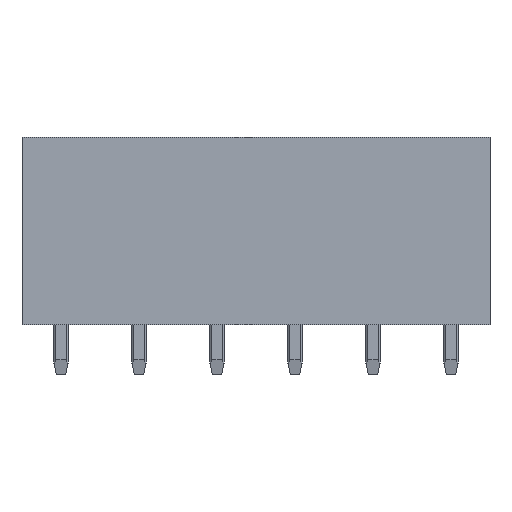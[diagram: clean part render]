
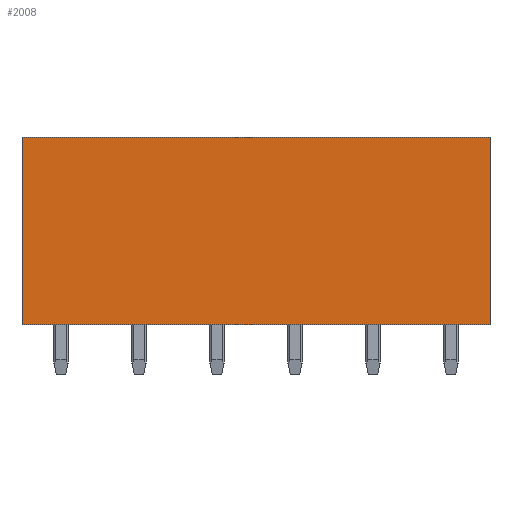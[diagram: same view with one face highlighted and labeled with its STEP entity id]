
A CAD part, front view. The second image highlights one B-rep face of the part: STEP entity #2008.
In plain terms, the highlighted planar face has unit normal (0, -1, 0).
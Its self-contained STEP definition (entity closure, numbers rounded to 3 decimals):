
#1995=AXIS2_PLACEMENT_3D('Plane Axis2P3D',#1992,#1993,#1994) ;
#563=CARTESIAN_POINT('Vertex',(30.,0.,3.2)) ;
#566=CARTESIAN_POINT('Line Origine',(15.,0.,3.2)) ;
#570=CARTESIAN_POINT('Vertex',(0.,0.,3.2)) ;
#1088=CARTESIAN_POINT('Vertex',(30.,0.,15.2)) ;
#1091=CARTESIAN_POINT('Line Origine',(30.,0.,9.2)) ;
#1147=CARTESIAN_POINT('Line Origine',(0.,0.,9.2)) ;
#1151=CARTESIAN_POINT('Vertex',(0.,0.,15.2)) ;
#1992=CARTESIAN_POINT('Axis2P3D Location',(0.,0.,3.2)) ;
#1997=CARTESIAN_POINT('Line Origine',(15.,0.,15.2)) ;
#567=DIRECTION('Vector Direction',(1.,0.,0.)) ;
#1092=DIRECTION('Vector Direction',(0.,0.,1.)) ;
#1148=DIRECTION('Vector Direction',(0.,0.,1.)) ;
#1993=DIRECTION('Axis2P3D Direction',(0.,1.,0.)) ;
#1994=DIRECTION('Axis2P3D XDirection',(0.,0.,1.)) ;
#1998=DIRECTION('Vector Direction',(1.,0.,0.)) ;
#568=VECTOR('Line Direction',#567,1.) ;
#1093=VECTOR('Line Direction',#1092,1.) ;
#1149=VECTOR('Line Direction',#1148,1.) ;
#1999=VECTOR('Line Direction',#1998,1.) ;
#2003=ORIENTED_EDGE('',*,*,#1095,.T.) ;
#2004=ORIENTED_EDGE('',*,*,#2001,.F.) ;
#2005=ORIENTED_EDGE('',*,*,#1153,.F.) ;
#2006=ORIENTED_EDGE('',*,*,#572,.T.) ;
#2008=ADVANCED_FACE('Housing',(#2007),#1996,.F.) ;
#572=EDGE_CURVE('',#571,#564,#569,.T.) ;
#1095=EDGE_CURVE('',#564,#1089,#1094,.T.) ;
#1153=EDGE_CURVE('',#571,#1152,#1150,.T.) ;
#2001=EDGE_CURVE('',#1152,#1089,#2000,.T.) ;
#2002=EDGE_LOOP('',(#2003,#2004,#2005,#2006)) ;
#2007=FACE_OUTER_BOUND('',#2002,.T.) ;
#569=LINE('Line',#566,#568) ;
#1094=LINE('Line',#1091,#1093) ;
#1150=LINE('Line',#1147,#1149) ;
#2000=LINE('Line',#1997,#1999) ;
#1996=PLANE('',#1995) ;
#564=VERTEX_POINT('',#563) ;
#571=VERTEX_POINT('',#570) ;
#1089=VERTEX_POINT('',#1088) ;
#1152=VERTEX_POINT('',#1151) ;
